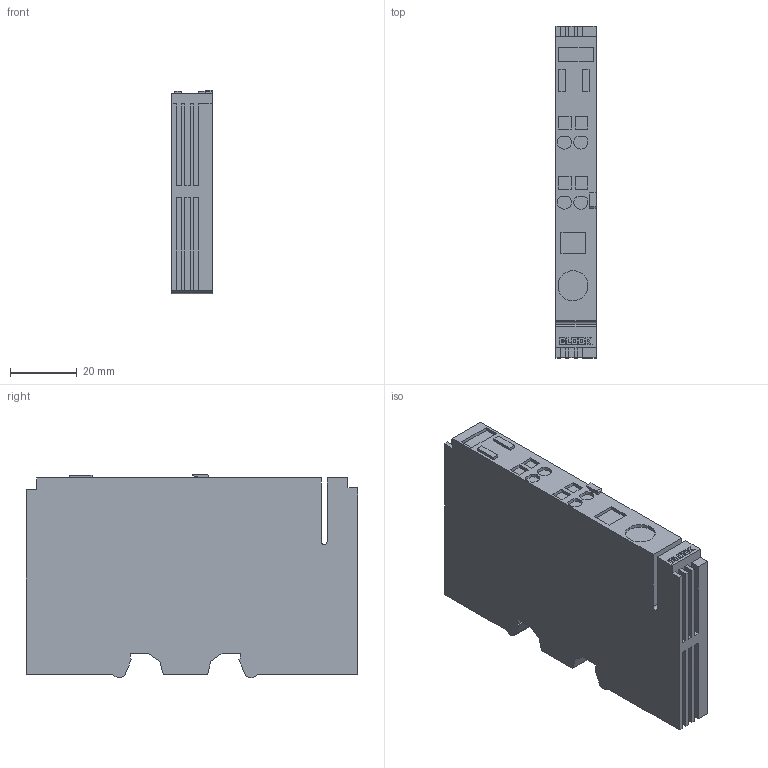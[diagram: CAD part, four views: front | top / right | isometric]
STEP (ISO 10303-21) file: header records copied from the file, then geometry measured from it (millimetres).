
FILE_DESCRIPTION (( 'STEP AP214' ), '1' );
FILE_NAME ('873533.STEP', '2024-04-30T06:07:10', ( '' ), ( '' ), 'SwSTEP 2.0', 'SolidWorks 2022', '' );
FILE_SCHEMA (( 'AUTOMOTIVE_DESIGN' ));
Length unit declared in the file: millimetre
Products named in the file (1): 873533
Bounding box: 12 x 99.3 x 60.9 mm (x, y, z)
Volume: 66415.5 mm3; surface area: 17934.5 mm2
Topology: 1 solids, 1 shells, 273 faces, 753 edges, 503 vertices
Faces by surface type: plane 255, cylinder 18
Entity records: 8581 total; most frequent: CARTESIAN_POINT 1530, ORIENTED_EDGE 1506, DIRECTION 1337, EDGE_CURVE 753, VECTOR 717, LINE 717, VERTEX_POINT 503, AXIS2_PLACEMENT_3D 310
